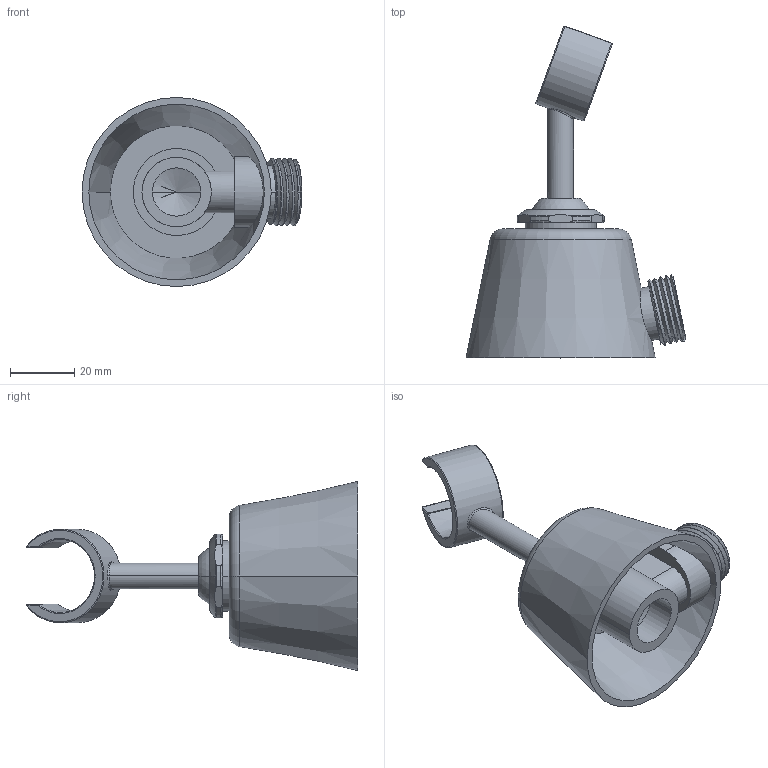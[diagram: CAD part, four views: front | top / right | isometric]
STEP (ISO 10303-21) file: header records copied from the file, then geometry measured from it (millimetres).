
FILE_DESCRIPTION((''),'2;1');
FILE_NAME('ZSUP012CR','2021-05-05T11:30:50',('ut3'),('PAFFONI SpA'),'CREO PARAMETRIC BY PTC INC, 2020044','CREO PARAMETRIC BY PTC INC, 2020044','');
FILE_SCHEMA(('CONFIG_CONTROL_DESIGN','SHAPE_APPEARANCE_LAYERS_GROUPS'));
Length unit declared in the file: millimetre
Products named in the file (1): ZSUP012CR
Bounding box: 68.24 x 102.97 x 58.7 mm (x, y, z)
Volume: 49820 mm3; surface area: 23041.9 mm2
Topology: 1 solids, 1 shells, 141 faces, 335 edges, 206 vertices
Faces by surface type: plane 43, cylinder 42, torus 25, cone 11, bspline 10, sphere 10
Entity records: 7831 total; most frequent: CARTESIAN_POINT 3070, DIRECTION 668, ORIENTED_EDGE 666, EDGE_CURVE 333, AXIS2_PLACEMENT_3D 280, FILL_AREA_STYLE_COLOUR 248, FILL_AREA_STYLE 248, SURFACE_STYLE_FILL_AREA 248
